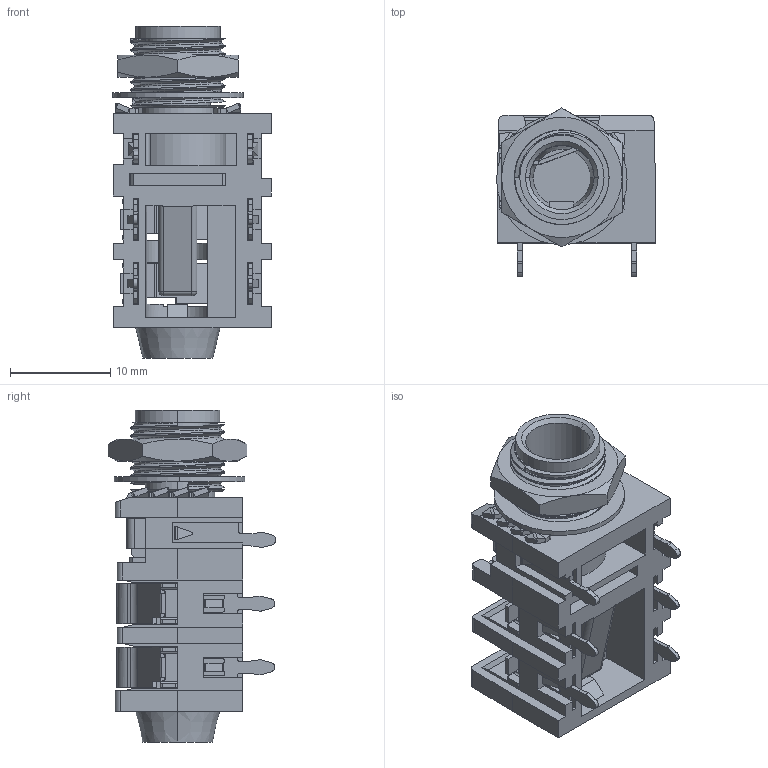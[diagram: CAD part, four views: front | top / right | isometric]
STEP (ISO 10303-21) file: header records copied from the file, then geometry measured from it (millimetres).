
FILE_DESCRIPTION((''),'2;1');
FILE_NAME('ACJS-MHOM.stp','2009-10-29T15:45:57',(''),(''),'Mechanical Desktop 2006','Mechanical Desktop 2006',', , ');
FILE_SCHEMA(('CONFIG_CONTROL_DESIGN'));
Length unit declared in the file: millimetre
Products named in the file (9): ACJS-MHOM; As; 1_; House; DONG; JING; sleeve; PJ-629 FLAT WASHER; PJ-629 BIG NUT
Assembly tree (10 placements, depth 3):
  ACJS-MHOM
    As
      1_
      House
      DONG  x2
      JING  x2
      sleeve
    PJ-629 FLAT WASHER
    PJ-629 BIG NUT
Bounding box: 15.82 x 16.75 x 33.1 mm (x, y, z)
Volume: 342.8 mm3; surface area: 5369.9 mm2
Topology: 7 solids, 11 shells, 931 faces, 2472 edges, 1541 vertices
Faces by surface type: plane 569, cylinder 228, bspline 110, cone 22, sphere 2
Full cylindrical faces by diameter (mm): 8.8 x2
Entity records: 28678 total; most frequent: CARTESIAN_POINT 10168, ORIENTED_EDGE 3870, DIRECTION 3332, EDGE_CURVE 1943, VECTOR 1414, LINE 1414, VERTEX_POINT 1212, AXIS2_PLACEMENT_3D 959
